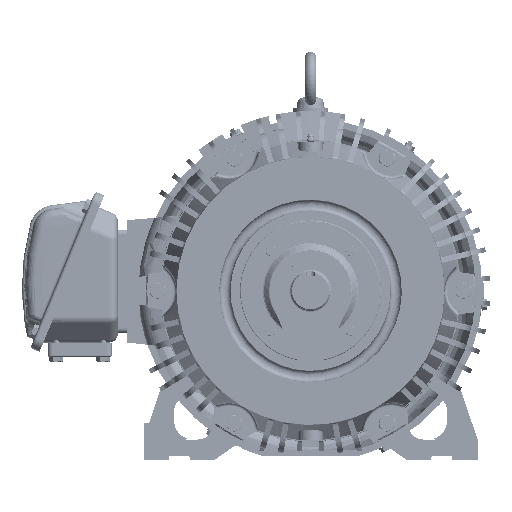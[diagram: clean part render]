
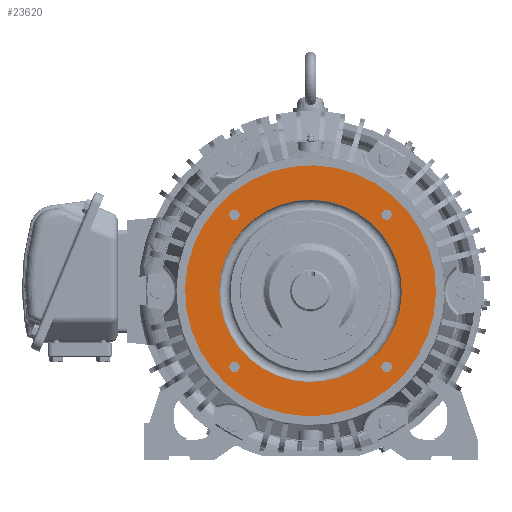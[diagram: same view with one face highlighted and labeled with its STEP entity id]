
A CAD part, left-side view. The second image highlights one B-rep face of the part: STEP entity #23620.
In plain terms, the highlighted planar face has unit normal (-1, 0, 0).
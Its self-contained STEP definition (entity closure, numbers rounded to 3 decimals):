
#23487=CARTESIAN_POINT('Vertex',(-131.2,-46.504,-85.126)) ;
#23494=CARTESIAN_POINT('Vertex',(-131.2,46.504,85.126)) ;
#23497=CARTESIAN_POINT('Axis2P3D Location',(-131.2,0.,0.)) ;
#23509=CARTESIAN_POINT('Axis2P3D Location',(-131.2,0.,0.)) ;
#23521=CARTESIAN_POINT('Axis2P3D Location',(-131.2,0.,-97.)) ;
#23526=CARTESIAN_POINT('Axis2P3D Location',(-131.2,0.,0.)) ;
#23530=CARTESIAN_POINT('Vertex',(-131.2,63.931,117.026)) ;
#23532=CARTESIAN_POINT('Vertex',(-131.2,-63.931,-117.026)) ;
#23535=CARTESIAN_POINT('Axis2P3D Location',(-131.2,0.,0.)) ;
#23544=CARTESIAN_POINT('Axis2P3D Location',(-131.2,80.822,80.822)) ;
#23548=CARTESIAN_POINT('Vertex',(-131.2,75.996,78.185)) ;
#23550=CARTESIAN_POINT('Vertex',(-131.2,85.649,83.459)) ;
#23553=CARTESIAN_POINT('Axis2P3D Location',(-131.2,80.822,80.822)) ;
#23566=CARTESIAN_POINT('Axis2P3D Location',(-131.2,-80.822,-80.822)) ;
#23570=CARTESIAN_POINT('Vertex',(-131.2,-85.649,-83.459)) ;
#23572=CARTESIAN_POINT('Vertex',(-131.2,-75.996,-78.185)) ;
#23575=CARTESIAN_POINT('Axis2P3D Location',(-131.2,-80.822,-80.822)) ;
#23584=CARTESIAN_POINT('Axis2P3D Location',(-131.2,-80.822,80.822)) ;
#23588=CARTESIAN_POINT('Vertex',(-131.2,-85.649,78.185)) ;
#23590=CARTESIAN_POINT('Vertex',(-131.2,-75.996,83.459)) ;
#23593=CARTESIAN_POINT('Axis2P3D Location',(-131.2,-80.822,80.822)) ;
#23602=CARTESIAN_POINT('Axis2P3D Location',(-131.2,80.822,-80.822)) ;
#23606=CARTESIAN_POINT('Vertex',(-131.2,75.996,-83.459)) ;
#23608=CARTESIAN_POINT('Vertex',(-131.2,85.649,-78.185)) ;
#23611=CARTESIAN_POINT('Axis2P3D Location',(-131.2,80.822,-80.822)) ;
#23498=DIRECTION('Axis2P3D Direction',(-1.,0.,0.)) ;
#23510=DIRECTION('Axis2P3D Direction',(-1.,0.,0.)) ;
#23522=DIRECTION('Axis2P3D Direction',(-1.,0.,0.)) ;
#23523=DIRECTION('Axis2P3D XDirection',(0.,1.,0.)) ;
#23527=DIRECTION('Axis2P3D Direction',(-1.,0.,0.)) ;
#23536=DIRECTION('Axis2P3D Direction',(-1.,0.,0.)) ;
#23545=DIRECTION('Axis2P3D Direction',(-1.,0.,0.)) ;
#23554=DIRECTION('Axis2P3D Direction',(-1.,0.,0.)) ;
#23567=DIRECTION('Axis2P3D Direction',(-1.,0.,0.)) ;
#23576=DIRECTION('Axis2P3D Direction',(-1.,0.,0.)) ;
#23585=DIRECTION('Axis2P3D Direction',(-1.,0.,0.)) ;
#23594=DIRECTION('Axis2P3D Direction',(-1.,0.,0.)) ;
#23603=DIRECTION('Axis2P3D Direction',(-1.,0.,0.)) ;
#23612=DIRECTION('Axis2P3D Direction',(-1.,0.,0.)) ;
#23499=AXIS2_PLACEMENT_3D('Circle Axis2P3D',#23497,#23498,$) ;
#23511=AXIS2_PLACEMENT_3D('Circle Axis2P3D',#23509,#23510,$) ;
#23524=AXIS2_PLACEMENT_3D('Plane Axis2P3D',#23521,#23522,#23523) ;
#23528=AXIS2_PLACEMENT_3D('Circle Axis2P3D',#23526,#23527,$) ;
#23537=AXIS2_PLACEMENT_3D('Circle Axis2P3D',#23535,#23536,$) ;
#23546=AXIS2_PLACEMENT_3D('Circle Axis2P3D',#23544,#23545,$) ;
#23555=AXIS2_PLACEMENT_3D('Circle Axis2P3D',#23553,#23554,$) ;
#23568=AXIS2_PLACEMENT_3D('Circle Axis2P3D',#23566,#23567,$) ;
#23577=AXIS2_PLACEMENT_3D('Circle Axis2P3D',#23575,#23576,$) ;
#23586=AXIS2_PLACEMENT_3D('Circle Axis2P3D',#23584,#23585,$) ;
#23595=AXIS2_PLACEMENT_3D('Circle Axis2P3D',#23593,#23594,$) ;
#23604=AXIS2_PLACEMENT_3D('Circle Axis2P3D',#23602,#23603,$) ;
#23613=AXIS2_PLACEMENT_3D('Circle Axis2P3D',#23611,#23612,$) ;
#23541=ORIENTED_EDGE('',*,*,#23534,.T.) ;
#23542=ORIENTED_EDGE('',*,*,#23539,.T.) ;
#23559=ORIENTED_EDGE('',*,*,#23552,.F.) ;
#23560=ORIENTED_EDGE('',*,*,#23557,.F.) ;
#23563=ORIENTED_EDGE('',*,*,#23513,.F.) ;
#23564=ORIENTED_EDGE('',*,*,#23501,.F.) ;
#23581=ORIENTED_EDGE('',*,*,#23574,.F.) ;
#23582=ORIENTED_EDGE('',*,*,#23579,.F.) ;
#23599=ORIENTED_EDGE('',*,*,#23592,.F.) ;
#23600=ORIENTED_EDGE('',*,*,#23597,.F.) ;
#23617=ORIENTED_EDGE('',*,*,#23610,.F.) ;
#23618=ORIENTED_EDGE('',*,*,#23615,.F.) ;
#23561=FACE_BOUND('',#23558,.T.) ;
#23565=FACE_BOUND('',#23562,.T.) ;
#23583=FACE_BOUND('',#23580,.T.) ;
#23601=FACE_BOUND('',#23598,.T.) ;
#23619=FACE_BOUND('',#23616,.T.) ;
#23620=ADVANCED_FACE('31103B581.1',(#23543,#23561,#23565,#23583,#23601,#23619),#23525,.T.) ;
#23500=CIRCLE('generated circle',#23499,97.) ;
#23512=CIRCLE('generated circle',#23511,97.) ;
#23529=CIRCLE('generated circle',#23528,133.35) ;
#23538=CIRCLE('generated circle',#23537,133.35) ;
#23547=CIRCLE('generated circle',#23546,5.5) ;
#23556=CIRCLE('generated circle',#23555,5.5) ;
#23569=CIRCLE('generated circle',#23568,5.5) ;
#23578=CIRCLE('generated circle',#23577,5.5) ;
#23587=CIRCLE('generated circle',#23586,5.5) ;
#23596=CIRCLE('generated circle',#23595,5.5) ;
#23605=CIRCLE('generated circle',#23604,5.5) ;
#23614=CIRCLE('generated circle',#23613,5.5) ;
#23501=EDGE_CURVE('',#23495,#23488,#23500,.T.) ;
#23513=EDGE_CURVE('',#23488,#23495,#23512,.T.) ;
#23534=EDGE_CURVE('',#23531,#23533,#23529,.T.) ;
#23539=EDGE_CURVE('',#23533,#23531,#23538,.T.) ;
#23552=EDGE_CURVE('',#23549,#23551,#23547,.T.) ;
#23557=EDGE_CURVE('',#23551,#23549,#23556,.T.) ;
#23574=EDGE_CURVE('',#23571,#23573,#23569,.T.) ;
#23579=EDGE_CURVE('',#23573,#23571,#23578,.T.) ;
#23592=EDGE_CURVE('',#23589,#23591,#23587,.T.) ;
#23597=EDGE_CURVE('',#23591,#23589,#23596,.T.) ;
#23610=EDGE_CURVE('',#23607,#23609,#23605,.T.) ;
#23615=EDGE_CURVE('',#23609,#23607,#23614,.T.) ;
#23540=EDGE_LOOP('',(#23541,#23542)) ;
#23558=EDGE_LOOP('',(#23559,#23560)) ;
#23562=EDGE_LOOP('',(#23563,#23564)) ;
#23580=EDGE_LOOP('',(#23581,#23582)) ;
#23598=EDGE_LOOP('',(#23599,#23600)) ;
#23616=EDGE_LOOP('',(#23617,#23618)) ;
#23543=FACE_OUTER_BOUND('',#23540,.T.) ;
#23525=PLANE('Plane',#23524) ;
#23488=VERTEX_POINT('',#23487) ;
#23495=VERTEX_POINT('',#23494) ;
#23531=VERTEX_POINT('',#23530) ;
#23533=VERTEX_POINT('',#23532) ;
#23549=VERTEX_POINT('',#23548) ;
#23551=VERTEX_POINT('',#23550) ;
#23571=VERTEX_POINT('',#23570) ;
#23573=VERTEX_POINT('',#23572) ;
#23589=VERTEX_POINT('',#23588) ;
#23591=VERTEX_POINT('',#23590) ;
#23607=VERTEX_POINT('',#23606) ;
#23609=VERTEX_POINT('',#23608) ;
